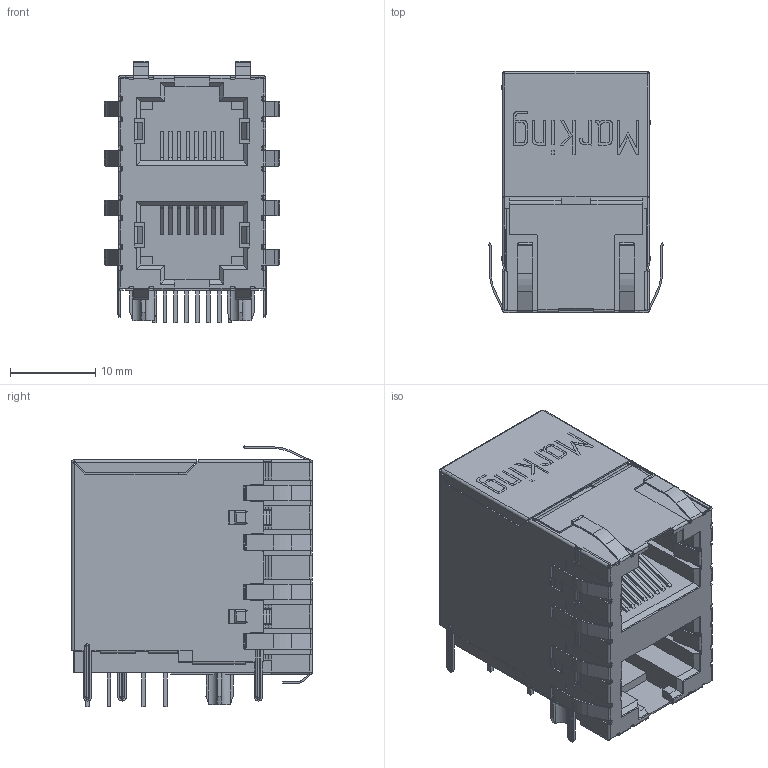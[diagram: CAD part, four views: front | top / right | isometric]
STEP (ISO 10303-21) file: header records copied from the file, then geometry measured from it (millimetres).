
FILE_DESCRIPTION(/* description */ ('Unknown'),/* implementation_level */ '2;1');
FILE_NAME(/* name */ 'T_Wurth_WE-RJ45LAN_7499051002',/* time_stamp */ '2025-08-21T14:38:43+08:00',/* author */ ('Unknown'),/* organization */ ('Unknown'),/* preprocessor_version */ 'ST-DEVELOPER v19.4',/* originating_system */ 'Solid Edge',/* authorisation */ 'Unknown');
FILE_SCHEMA (('AUTOMOTIVE_DESIGN {1 0 10303 214 3 1 1}'));
Length unit declared in the file: millimetre
Products named in the file (2): T_Wurth_WE-RJ45LAN_7499051002
Assembly tree (1 placements, depth 2):
  T_Wurth_WE-RJ45LAN_7499051002
    T_Wurth_WE-RJ45LAN_7499051002
Bounding box: 20.61 x 28.25 x 30.62 mm (x, y, z)
Volume: 9700.2 mm3; surface area: 9967.4 mm2
Topology: 3 solids, 3 shells, 1451 faces, 3930 edges, 2513 vertices
Faces by surface type: plane 882, cylinder 527, bspline 20, torus 12, cone 8, sphere 2
Entity records: 48763 total; most frequent: CARTESIAN_POINT 8826, ORIENTED_EDGE 7856, DIRECTION 7676, EDGE_CURVE 3928, LINE 2706, VECTOR 2706, VERTEX_POINT 2513, AXIS2_PLACEMENT_3D 2485
